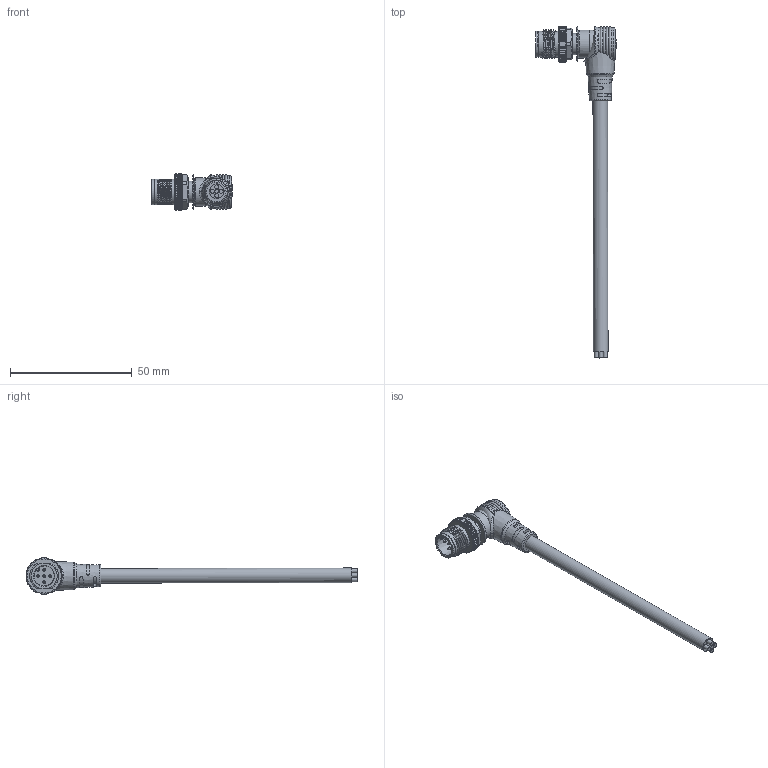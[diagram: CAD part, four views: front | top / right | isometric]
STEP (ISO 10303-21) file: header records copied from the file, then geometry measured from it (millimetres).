
FILE_DESCRIPTION(/* description */ ('Unknown'),/* implementation_level */ '2;1');
FILE_NAME(/* name */ '643632120305',/* time_stamp */ '2022-09-13T16:18:29+02:00',/* author */ ('Unknown'),/* organization */ ('Unknown'),/* preprocessor_version */ 'ST-DEVELOPER v16.7',/* originating_system */ 'Solid Edge',/* authorisation */ 'Unknown');
FILE_SCHEMA (('AUTOMOTIVE_DESIGN {1 0 10303 214 3 1 1}'));
Length unit declared in the file: millimetre
Products named in the file (7): 6436321203xx; 6436321203xx_Body; 6436321203xx_Screw Nut; 6436321203xx_Pin; 64363x120305_Housing; 6436xx120305_Cable_M; 6436321203xx_Seal
Assembly tree (10 placements, depth 2):
  6436321203xx
    6436321203xx_Body
    6436321203xx_Screw Nut
    6436321203xx_Pin  x5
    64363x120305_Housing
    6436xx120305_Cable_M
    6436321203xx_Seal
Bounding box: 33.21 x 136.22 x 14.87 mm (x, y, z)
Volume: 8411.1 mm3; surface area: 9353 mm2
Topology: 10 solids, 10 shells, 726 faces, 1887 edges, 1233 vertices
Faces by surface type: plane 296, cylinder 244, bspline 74, cone 62, torus 42, sphere 8
Full cylindrical faces by diameter (mm): 0.61 x5, 1 x5, 1.1 x10, 1.2 x5, 1.4 x5, 1.6 x30, 1.66 x5, 1.73 x20, 1.74 x10, 5.5 x2, 6 x1, 8.05 x6, 8.8 x6, 8.9 x3, 9.5 x1, 9.6 x1, 10.6 x6, 11.5 x1, 14.2 x2
Entity records: 23494 total; most frequent: CARTESIAN_POINT 11127, ORIENTED_EDGE 2798, DIRECTION 1799, EDGE_CURVE 1399, VERTEX_POINT 971, B_SPLINE_CURVE_WITH_KNOTS 817, AXIS2_PLACEMENT_3D 719, FACE_BOUND 698
